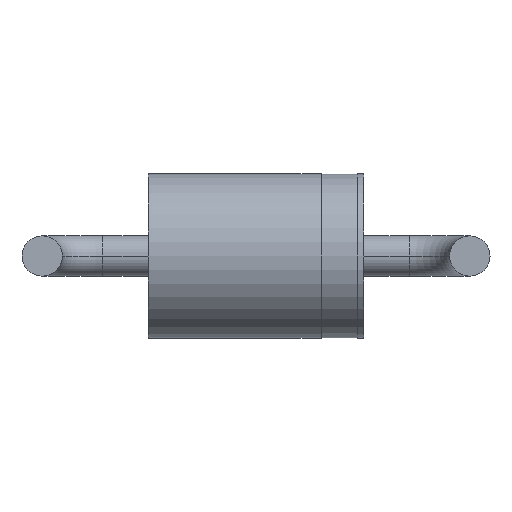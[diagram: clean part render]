
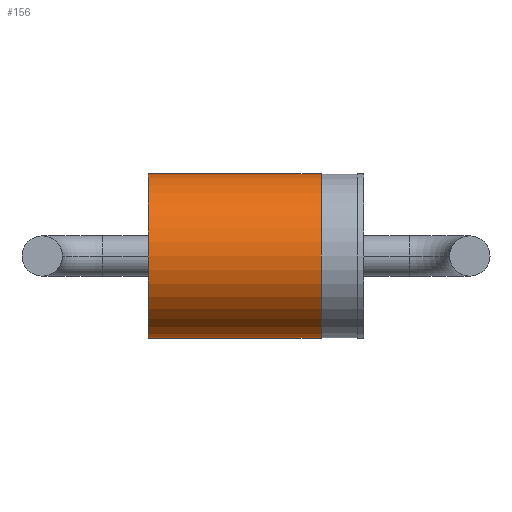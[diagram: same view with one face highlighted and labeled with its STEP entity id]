
A CAD part, front view. The second image highlights one B-rep face of the part: STEP entity #156.
In plain terms, the highlighted cylindrical face has radius 1.225 mm (diameter 2.45 mm), a partial arc.
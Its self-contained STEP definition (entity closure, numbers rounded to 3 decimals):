
#146 = CARTESIAN_POINT ( 'NONE',  ( 1.575, 2.225, 1.225 ) ) ;
#156 = ADVANCED_FACE ( 'NONE', ( #345 ), #2421, .T. ) ;
#324 = AXIS2_PLACEMENT_3D ( 'NONE', #1804, #609, #361 ) ;
#345 = FACE_OUTER_BOUND ( 'NONE', #3663, .T. ) ;
#348 = EDGE_CURVE ( 'NONE', #2351, #2021, #1159, .T. ) ;
#361 = DIRECTION ( 'NONE',  ( 0., 0., 1. ) ) ;
#370 = CARTESIAN_POINT ( 'NONE',  ( 1.575, 2.225, -1.225 ) ) ;
#382 = ORIENTED_EDGE ( 'NONE', *, *, #839, .T. ) ;
#483 = EDGE_CURVE ( 'NONE', #2032, #2351, #939, .T. ) ;
#609 = DIRECTION ( 'NONE',  ( -1., 0., 0. ) ) ;
#813 = AXIS2_PLACEMENT_3D ( 'NONE', #2728, #1870, #1484 ) ;
#839 = EDGE_CURVE ( 'NONE', #2021, #2528, #1826, .T. ) ;
#939 = CIRCLE ( 'NONE', #324, 1.225 ) ;
#1018 = DIRECTION ( 'NONE',  ( -1., 0., 0. ) ) ;
#1159 = LINE ( 'NONE', #1661, #2320 ) ;
#1301 = CARTESIAN_POINT ( 'NONE',  ( 4.775, 2.225, -1.225 ) ) ;
#1417 = CARTESIAN_POINT ( 'NONE',  ( 1.575, 2.225, 0. ) ) ;
#1484 = DIRECTION ( 'NONE',  ( 0., 0., 1. ) ) ;
#1583 = VECTOR ( 'NONE', #1018, 1000. ) ;
#1661 = CARTESIAN_POINT ( 'NONE',  ( 4.775, 2.225, 1.225 ) ) ;
#1804 = CARTESIAN_POINT ( 'NONE',  ( 4.142, 2.225, 0. ) ) ;
#1826 = CIRCLE ( 'NONE', #1892, 1.225 ) ;
#1870 = DIRECTION ( 'NONE',  ( -1., 0., 0. ) ) ;
#1890 = LINE ( 'NONE', #1301, #1583 ) ;
#1892 = AXIS2_PLACEMENT_3D ( 'NONE', #1417, #3827, #3213 ) ;
#1905 = ORIENTED_EDGE ( 'NONE', *, *, #483, .T. ) ;
#2021 = VERTEX_POINT ( 'NONE', #146 ) ;
#2032 = VERTEX_POINT ( 'NONE', #2501 ) ;
#2217 = ORIENTED_EDGE ( 'NONE', *, *, #2916, .F. ) ;
#2227 = CARTESIAN_POINT ( 'NONE',  ( 4.142, 2.225, 1.225 ) ) ;
#2320 = VECTOR ( 'NONE', #3533, 1000. ) ;
#2351 = VERTEX_POINT ( 'NONE', #2227 ) ;
#2421 = CYLINDRICAL_SURFACE ( 'NONE', #813, 1.225 ) ;
#2501 = CARTESIAN_POINT ( 'NONE',  ( 4.142, 2.225, -1.225 ) ) ;
#2528 = VERTEX_POINT ( 'NONE', #370 ) ;
#2728 = CARTESIAN_POINT ( 'NONE',  ( 4.775, 2.225, 0. ) ) ;
#2916 = EDGE_CURVE ( 'NONE', #2032, #2528, #1890, .T. ) ;
#3213 = DIRECTION ( 'NONE',  ( 0., 0., -1. ) ) ;
#3533 = DIRECTION ( 'NONE',  ( -1., 0., 0. ) ) ;
#3545 = ORIENTED_EDGE ( 'NONE', *, *, #348, .T. ) ;
#3663 = EDGE_LOOP ( 'NONE', ( #2217, #1905, #3545, #382 ) ) ;
#3827 = DIRECTION ( 'NONE',  ( 1., 0., 0. ) ) ;
